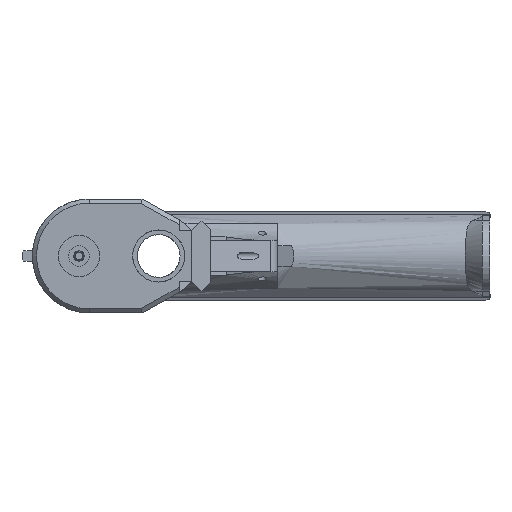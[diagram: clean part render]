
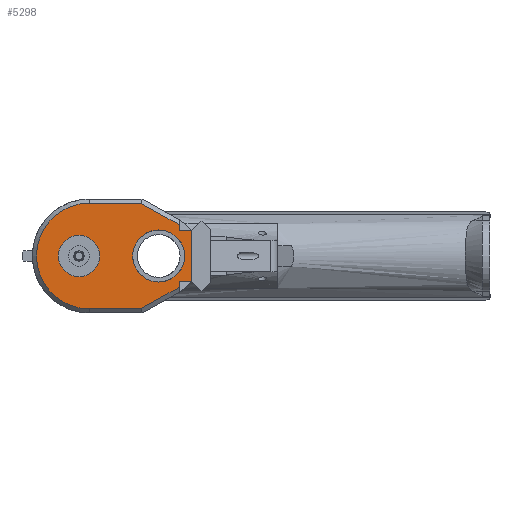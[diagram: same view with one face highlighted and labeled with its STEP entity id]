
A CAD part, left-side view. The second image highlights one B-rep face of the part: STEP entity #5298.
In plain terms, the highlighted planar face has unit normal (-1, 0, 0).
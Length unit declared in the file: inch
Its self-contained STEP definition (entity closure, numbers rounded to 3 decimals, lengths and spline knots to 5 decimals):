
#401=FACE_BOUND('',#931,.T.);
#402=FACE_BOUND('',#932,.T.);
#441=CIRCLE('',#5586,0.25);
#459=CIRCLE('',#5676,0.6375);
#464=CIRCLE('',#5688,0.314);
#637=FACE_OUTER_BOUND('',#930,.T.);
#930=EDGE_LOOP('',(#4181,#4182,#4183,#4184,#4185,#4186,#4187,#4188,#4189,
#4190));
#931=EDGE_LOOP('',(#4191));
#932=EDGE_LOOP('',(#4192));
#1133=LINE('',#7758,#1623);
#1201=LINE('',#8014,#1691);
#1222=LINE('',#8092,#1712);
#1224=LINE('',#8096,#1714);
#1359=LINE('',#8607,#1849);
#1397=LINE('',#8685,#1887);
#1402=LINE('',#8693,#1892);
#1406=LINE('',#8710,#1896);
#1418=LINE('',#8759,#1908);
#1623=VECTOR('',#5984,0.3937);
#1691=VECTOR('',#6136,0.3937);
#1712=VECTOR('',#6187,0.3937);
#1714=VECTOR('',#6191,0.3937);
#1849=VECTOR('',#6506,0.3937);
#1887=VECTOR('',#6584,0.3937);
#1892=VECTOR('',#6591,0.3937);
#1896=VECTOR('',#6613,0.3937);
#1908=VECTOR('',#6633,0.3937);
#2141=VERTEX_POINT('',#7755);
#2142=VERTEX_POINT('',#7757);
#2202=VERTEX_POINT('',#8009);
#2221=VERTEX_POINT('',#8091);
#2222=VERTEX_POINT('',#8095);
#2270=VERTEX_POINT('',#8263);
#2351=VERTEX_POINT('',#8605);
#2370=VERTEX_POINT('',#8683);
#2371=VERTEX_POINT('',#8684);
#2373=VERTEX_POINT('',#8691);
#2377=VERTEX_POINT('',#8709);
#2387=VERTEX_POINT('',#8760);
#2684=EDGE_CURVE('',#2141,#2142,#1133,.T.);
#2776=EDGE_CURVE('',#2202,#2142,#1201,.T.);
#2802=EDGE_CURVE('',#2202,#2221,#1222,.T.);
#2804=EDGE_CURVE('',#2221,#2222,#1224,.T.);
#2867=EDGE_CURVE('',#2270,#2270,#441,.T.);
#2991=EDGE_CURVE('',#2351,#2141,#1359,.T.);
#3029=EDGE_CURVE('',#2370,#2371,#1397,.T.);
#3034=EDGE_CURVE('',#2373,#2370,#1402,.T.);
#3035=EDGE_CURVE('',#2222,#2373,#459,.T.);
#3043=EDGE_CURVE('',#2377,#2371,#1406,.T.);
#3057=EDGE_CURVE('',#2377,#2351,#1418,.T.);
#3058=EDGE_CURVE('',#2387,#2387,#464,.T.);
#4181=ORIENTED_EDGE('',*,*,#3035,.F.);
#4182=ORIENTED_EDGE('',*,*,#2804,.F.);
#4183=ORIENTED_EDGE('',*,*,#2802,.F.);
#4184=ORIENTED_EDGE('',*,*,#2776,.T.);
#4185=ORIENTED_EDGE('',*,*,#2684,.F.);
#4186=ORIENTED_EDGE('',*,*,#2991,.F.);
#4187=ORIENTED_EDGE('',*,*,#3057,.F.);
#4188=ORIENTED_EDGE('',*,*,#3043,.T.);
#4189=ORIENTED_EDGE('',*,*,#3029,.F.);
#4190=ORIENTED_EDGE('',*,*,#3034,.F.);
#4191=ORIENTED_EDGE('',*,*,#2867,.T.);
#4192=ORIENTED_EDGE('',*,*,#3058,.T.);
#5107=PLANE('',#5687);
#5298=ADVANCED_FACE('',(#637,#401,#402),#5107,.T.);
#5586=AXIS2_PLACEMENT_3D('',#8264,#6291,#6292);
#5676=AXIS2_PLACEMENT_3D('',#8695,#6594,#6595);
#5687=AXIS2_PLACEMENT_3D('',#8758,#6631,#6632);
#5688=AXIS2_PLACEMENT_3D('',#8761,#6634,#6635);
#5984=DIRECTION('',(0.,1.,0.));
#6136=DIRECTION('',(0.,0.,1.));
#6187=DIRECTION('',(0.,0.871,-0.491));
#6191=DIRECTION('',(0.,1.,0.));
#6291=DIRECTION('center_axis',(1.,0.,0.));
#6292=DIRECTION('ref_axis',(0.,0.,-1.));
#6506=DIRECTION('',(0.,0.,-1.));
#6584=DIRECTION('',(0.,-0.871,-0.491));
#6591=DIRECTION('',(0.,-1.,0.));
#6594=DIRECTION('center_axis',(1.,0.,0.));
#6595=DIRECTION('ref_axis',(0.,0.,1.));
#6613=DIRECTION('',(0.,0.,1.));
#6631=DIRECTION('center_axis',(-1.,0.,0.));
#6632=DIRECTION('ref_axis',(0.,0.,1.));
#6633=DIRECTION('',(0.,-1.,0.));
#6634=DIRECTION('center_axis',(1.,0.,0.));
#6635=DIRECTION('ref_axis',(0.,0.,-1.));
#7755=CARTESIAN_POINT('',(-3.3825,-1.35554,-0.3085));
#7757=CARTESIAN_POINT('',(-3.3825,-1.20763,-0.3085));
#7758=CARTESIAN_POINT('',(-3.3825,-1.35554,-0.3085));
#8009=CARTESIAN_POINT('',(-3.3825,-1.20763,-0.37814));
#8014=CARTESIAN_POINT('',(-3.3825,-1.20763,-0.07714));
#8091=CARTESIAN_POINT('',(-3.3825,-0.74764,-0.6375));
#8092=CARTESIAN_POINT('',(-3.3825,-1.014,-0.48732));
#8095=CARTESIAN_POINT('',(-3.3825,-0.125,-0.6375));
#8096=CARTESIAN_POINT('',(-3.3825,-0.54167,-0.6375));
#8263=CARTESIAN_POINT('',(-3.3825,0.,0.25));
#8264=CARTESIAN_POINT('Origin',(-3.3825,0.,0.));
#8605=CARTESIAN_POINT('',(-3.3825,-1.35554,0.3085));
#8607=CARTESIAN_POINT('',(-3.3825,-1.35554,0.3085));
#8683=CARTESIAN_POINT('',(-3.3825,-0.74764,0.6375));
#8684=CARTESIAN_POINT('',(-3.3825,-1.20763,0.37814));
#8685=CARTESIAN_POINT('',(-3.3825,-0.6435,0.69622));
#8691=CARTESIAN_POINT('',(-3.3825,-0.125,0.6375));
#8693=CARTESIAN_POINT('',(-3.3825,-0.22378,0.6375));
#8695=CARTESIAN_POINT('Origin',(-3.3825,-0.125,0.));
#8709=CARTESIAN_POINT('',(-3.3825,-1.20763,0.3085));
#8710=CARTESIAN_POINT('',(-3.3825,-1.20763,0.29488));
#8758=CARTESIAN_POINT('Origin',(-3.3825,-0.32257,0.34375));
#8759=CARTESIAN_POINT('',(-3.3825,-1.21754,0.3085));
#8760=CARTESIAN_POINT('',(-3.3825,-0.96206,0.314));
#8761=CARTESIAN_POINT('Origin',(-3.3825,-0.96206,0.));
